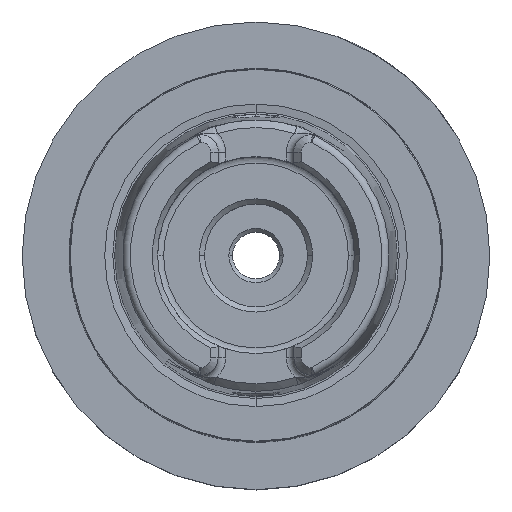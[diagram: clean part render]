
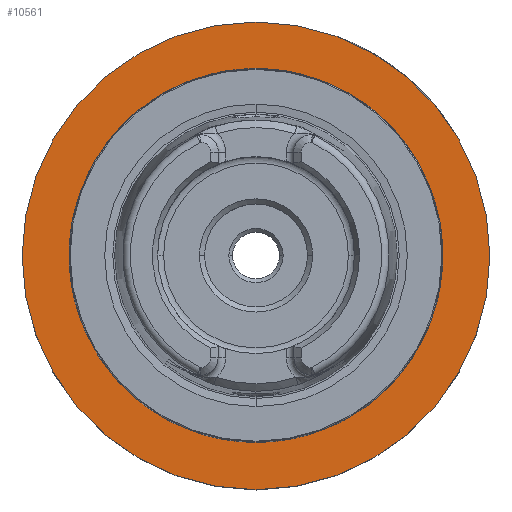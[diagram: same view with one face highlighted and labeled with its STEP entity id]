
A CAD part, top view. The second image highlights one B-rep face of the part: STEP entity #10561.
In plain terms, the highlighted planar face has unit normal (0, 0, 1).
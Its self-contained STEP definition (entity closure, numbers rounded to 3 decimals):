
#1189 = PLANE ( 'NONE',  #11139 ) ;
#2183 = EDGE_CURVE ( 'NONE', #13108, #12147, #6690, .T. ) ;
#2356 = CARTESIAN_POINT ( 'NONE',  ( 0., -16.75, -35. ) ) ;
#2438 = DIRECTION ( 'NONE',  ( 0., 0., 1. ) ) ;
#2622 = EDGE_LOOP ( 'NONE', ( #12993, #12131 ) ) ;
#2816 = VERTEX_POINT ( 'NONE', #2356 ) ;
#3154 = CARTESIAN_POINT ( 'NONE',  ( 0., 16.75, -35. ) ) ;
#3157 = AXIS2_PLACEMENT_3D ( 'NONE', #11165, #11167, #11181 ) ;
#3711 = DIRECTION ( 'NONE',  ( 0., 1., 0. ) ) ;
#3768 = DIRECTION ( 'NONE',  ( 0., 0., -1. ) ) ;
#3804 = CARTESIAN_POINT ( 'NONE',  ( 0., 0., -35. ) ) ;
#3990 = CARTESIAN_POINT ( 'NONE',  ( 0., 25., -35. ) ) ;
#4319 = AXIS2_PLACEMENT_3D ( 'NONE', #3804, #3768, #3711 ) ;
#4422 = DIRECTION ( 'NONE',  ( 0., 1., 0. ) ) ;
#4432 = DIRECTION ( 'NONE',  ( 0., 0., -1. ) ) ;
#4450 = CARTESIAN_POINT ( 'NONE',  ( 0., 0., -35. ) ) ;
#4474 = EDGE_LOOP ( 'NONE', ( #11606, #10910 ) ) ;
#4816 = AXIS2_PLACEMENT_3D ( 'NONE', #4450, #4432, #4422 ) ;
#5291 = FACE_OUTER_BOUND ( 'NONE', #4474, .T. ) ;
#5535 = AXIS2_PLACEMENT_3D ( 'NONE', #13687, #6872, #14769 ) ;
#5567 = EDGE_CURVE ( 'NONE', #14921, #2816, #6348, .T. ) ;
#6348 = CIRCLE ( 'NONE', #4816, 16.75 ) ;
#6620 = CIRCLE ( 'NONE', #4319, 16.75 ) ;
#6690 = CIRCLE ( 'NONE', #3157, 25. ) ;
#6872 = DIRECTION ( 'NONE',  ( 0., 0., -1. ) ) ;
#7195 = CARTESIAN_POINT ( 'NONE',  ( 0., 16.75, -35. ) ) ;
#8854 = EDGE_CURVE ( 'NONE', #2816, #14921, #6620, .T. ) ;
#10561 = ADVANCED_FACE ( 'NONE', ( #11491, #5291 ), #1189, .T. ) ;
#10715 = DIRECTION ( 'NONE',  ( 0., -1., 0. ) ) ;
#10910 = ORIENTED_EDGE ( 'NONE', *, *, #2183, .F. ) ;
#11139 = AXIS2_PLACEMENT_3D ( 'NONE', #7195, #2438, #10715 ) ;
#11165 = CARTESIAN_POINT ( 'NONE',  ( 0., 0., -35. ) ) ;
#11167 = DIRECTION ( 'NONE',  ( 0., 0., -1. ) ) ;
#11181 = DIRECTION ( 'NONE',  ( 0., 1., 0. ) ) ;
#11491 = FACE_BOUND ( 'NONE', #2622, .T. ) ;
#11606 = ORIENTED_EDGE ( 'NONE', *, *, #14294, .F. ) ;
#12131 = ORIENTED_EDGE ( 'NONE', *, *, #8854, .T. ) ;
#12147 = VERTEX_POINT ( 'NONE', #3990 ) ;
#12955 = CIRCLE ( 'NONE', #5535, 25. ) ;
#12981 = CARTESIAN_POINT ( 'NONE',  ( 0., -25., -35. ) ) ;
#12993 = ORIENTED_EDGE ( 'NONE', *, *, #5567, .T. ) ;
#13108 = VERTEX_POINT ( 'NONE', #12981 ) ;
#13687 = CARTESIAN_POINT ( 'NONE',  ( 0., 0., -35. ) ) ;
#14294 = EDGE_CURVE ( 'NONE', #12147, #13108, #12955, .T. ) ;
#14769 = DIRECTION ( 'NONE',  ( 0., 1., 0. ) ) ;
#14921 = VERTEX_POINT ( 'NONE', #3154 ) ;
